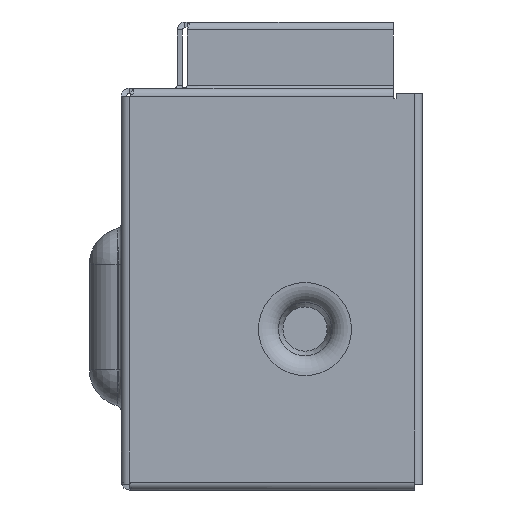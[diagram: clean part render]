
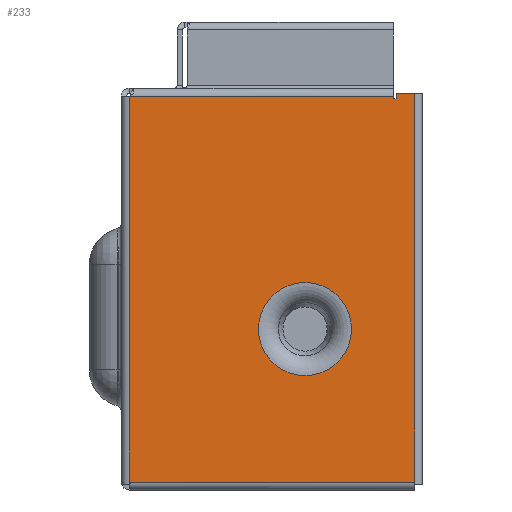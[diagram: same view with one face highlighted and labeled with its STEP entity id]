
A CAD part, left-side view. The second image highlights one B-rep face of the part: STEP entity #233.
In plain terms, the highlighted planar face has unit normal (-1, 0, 0).
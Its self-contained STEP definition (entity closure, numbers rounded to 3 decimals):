
#151=CARTESIAN_POINT('',(-151.,-0.,74.));
#152=DIRECTION('',(-1.,0.,0.));
#153=DIRECTION('',(0.,0.,1.));
#154=AXIS2_PLACEMENT_3D('',#151,#152,#153);
#155=PLANE('',#154);
#156=CARTESIAN_POINT('',(-151.,54.5,73.5));
#157=VERTEX_POINT('',#156);
#158=CARTESIAN_POINT('',(-151.,54.5,0.5));
#159=VERTEX_POINT('',#158);
#160=CARTESIAN_POINT('',(-151.,54.5,73.5));
#161=DIRECTION('',(0.,0.,-1.));
#162=VECTOR('',#161,73.);
#163=LINE('',#160,#162);
#164=EDGE_CURVE('',#157,#159,#163,.T.);
#165=ORIENTED_EDGE('',*,*,#164,.T.);
#166=CARTESIAN_POINT('',(-151.,0.5,0.5));
#167=VERTEX_POINT('',#166);
#168=CARTESIAN_POINT('',(-151.,54.5,0.5));
#169=DIRECTION('',(-0.,-1.,-0.));
#170=VECTOR('',#169,54.);
#171=LINE('',#168,#170);
#172=EDGE_CURVE('',#159,#167,#171,.T.);
#173=ORIENTED_EDGE('',*,*,#172,.T.);
#174=CARTESIAN_POINT('',(-151.,0.5,74.));
#175=VERTEX_POINT('',#174);
#176=CARTESIAN_POINT('',(-151.,0.5,74.));
#177=DIRECTION('',(0.,0.,-1.));
#178=VECTOR('',#177,73.5);
#179=LINE('',#176,#178);
#180=EDGE_CURVE('',#175,#167,#179,.T.);
#181=ORIENTED_EDGE('',*,*,#180,.F.);
#182=CARTESIAN_POINT('',(-151.,4.,74.));
#183=VERTEX_POINT('',#182);
#184=CARTESIAN_POINT('',(-151.,0.5,74.));
#185=DIRECTION('',(0.,1.,0.));
#186=VECTOR('',#185,3.5);
#187=LINE('',#184,#186);
#188=EDGE_CURVE('',#175,#183,#187,.T.);
#189=ORIENTED_EDGE('',*,*,#188,.T.);
#190=CARTESIAN_POINT('',(-151.,4.,73.));
#191=VERTEX_POINT('',#190);
#192=CARTESIAN_POINT('',(-151.,4.,73.));
#193=DIRECTION('',(0.,0.,1.));
#194=VECTOR('',#193,1.);
#195=LINE('',#192,#194);
#196=EDGE_CURVE('',#191,#183,#195,.T.);
#197=ORIENTED_EDGE('',*,*,#196,.F.);
#198=CARTESIAN_POINT('',(-151.,4.5,73.));
#199=VERTEX_POINT('',#198);
#200=CARTESIAN_POINT('',(-151.,4.5,73.));
#201=DIRECTION('',(0.,-1.,0.));
#202=VECTOR('',#201,0.5);
#203=LINE('',#200,#202);
#204=EDGE_CURVE('',#199,#191,#203,.T.);
#205=ORIENTED_EDGE('',*,*,#204,.F.);
#206=CARTESIAN_POINT('',(-151.,4.5,73.5));
#207=VERTEX_POINT('',#206);
#208=CARTESIAN_POINT('',(-151.,4.5,73.5));
#209=DIRECTION('',(0.,0.,-1.));
#210=VECTOR('',#209,0.5);
#211=LINE('',#208,#210);
#212=EDGE_CURVE('',#207,#199,#211,.T.);
#213=ORIENTED_EDGE('',*,*,#212,.F.);
#214=CARTESIAN_POINT('',(-151.,4.5,73.5));
#215=DIRECTION('',(0.,1.,0.));
#216=VECTOR('',#215,50.);
#217=LINE('',#214,#216);
#218=EDGE_CURVE('',#207,#157,#217,.T.);
#219=ORIENTED_EDGE('',*,*,#218,.T.);
#220=EDGE_LOOP('',(#165,#173,#181,#189,#197,#205,#213,#219));
#221=FACE_BOUND('',#220,.T.);
#222=CARTESIAN_POINT('',(-151.,12.432,29.445));
#223=VERTEX_POINT('',#222);
#224=CARTESIAN_POINT('',(-151.,21.232,29.445));
#225=DIRECTION('',(1.,0.,-0.));
#226=DIRECTION('',(0.,-1.,0.));
#227=AXIS2_PLACEMENT_3D('',#224,#225,#226);
#228=CIRCLE('',#227,8.801);
#229=EDGE_CURVE('',#223,#223,#228,.T.);
#230=ORIENTED_EDGE('',*,*,#229,.T.);
#231=EDGE_LOOP('',(#230));
#232=FACE_BOUND('',#231,.T.);
#233=ADVANCED_FACE('',(#221,#232),#155,.T.);
